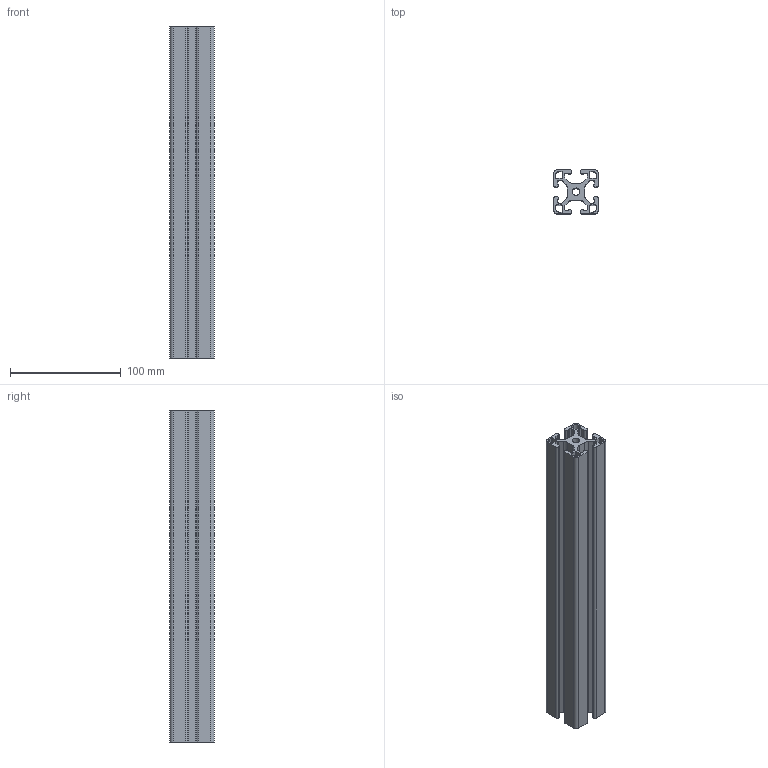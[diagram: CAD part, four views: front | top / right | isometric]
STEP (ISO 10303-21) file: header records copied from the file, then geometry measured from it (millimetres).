
FILE_DESCRIPTION (( 'STEP AP214' ), '1' );
FILE_NAME ('8020-40-4040-Lite.STEP', '2011-06-28T15:30:46', ( 'SysAdmin' ), ( 'SolidWorks' ), 'SwSTEP 2.0', 'SolidWorks 2011', '' );
FILE_SCHEMA (( 'AUTOMOTIVE_DESIGN' ));
Length unit declared in the file: millimetre
Products named in the file (1): 8020-40-4040-Lite
Bounding box: 40 x 40 x 300 mm (x, y, z)
Volume: 197482.8 mm3; surface area: 132519.8 mm2
Topology: 1 solids, 1 shells, 140 faces, 414 edges, 276 vertices
Faces by surface type: plane 78, cylinder 62
Entity records: 4756 total; most frequent: CARTESIAN_POINT 831, ORIENTED_EDGE 828, DIRECTION 820, EDGE_CURVE 414, LINE 290, VECTOR 290, VERTEX_POINT 276, AXIS2_PLACEMENT_3D 265
